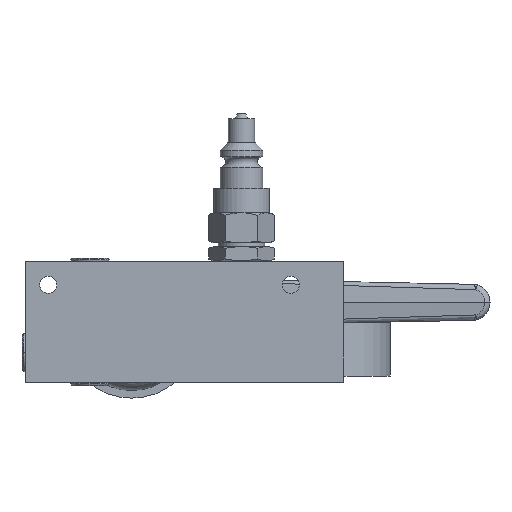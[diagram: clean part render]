
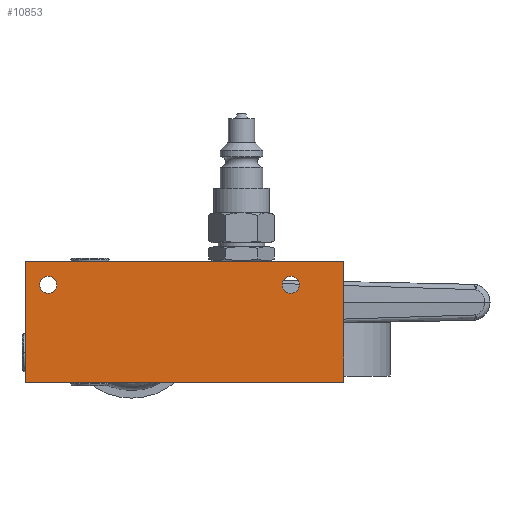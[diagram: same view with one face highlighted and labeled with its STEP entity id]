
A CAD part, front view. The second image highlights one B-rep face of the part: STEP entity #10853.
In plain terms, the highlighted planar face has unit normal (0, -1, 0).
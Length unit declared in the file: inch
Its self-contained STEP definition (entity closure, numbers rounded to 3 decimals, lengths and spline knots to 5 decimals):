
#1324=DIRECTION('',(0.,0.,1.));
#1325=VECTOR('',#1324,1.985);
#1326=CARTESIAN_POINT('',(-2.625,0.,-1.));
#1327=LINE('',#1326,#1325);
#1331=DIRECTION('',(1.,0.,0.));
#1332=VECTOR('',#1331,5.25);
#1333=CARTESIAN_POINT('',(-2.625,0.,0.985));
#1334=LINE('',#1333,#1332);
#1338=DIRECTION('',(0.,0.,-1.));
#1339=VECTOR('',#1338,1.985);
#1340=CARTESIAN_POINT('',(2.625,0.,0.985));
#1341=LINE('',#1340,#1339);
#1345=DIRECTION('',(-1.,0.,0.));
#1346=VECTOR('',#1345,5.25);
#1347=CARTESIAN_POINT('',(2.625,0.,-1.));
#1348=LINE('',#1347,#1346);
#1352=CARTESIAN_POINT('',(-2.25,0.,0.605));
#1353=DIRECTION('',(0.,-1.,0.));
#1354=DIRECTION('',(1.,0.,0.));
#1355=AXIS2_PLACEMENT_3D('',#1352,#1353,#1354);
#1360=CARTESIAN_POINT('',(-2.25,0.,0.605));
#1361=DIRECTION('',(0.,-1.,0.));
#1362=DIRECTION('',(-1.,0.,0.));
#1363=AXIS2_PLACEMENT_3D('',#1360,#1361,#1362);
#1368=CARTESIAN_POINT('',(1.75,0.,0.605));
#1369=DIRECTION('',(0.,-1.,0.));
#1370=DIRECTION('',(1.,0.,0.));
#1371=AXIS2_PLACEMENT_3D('',#1368,#1369,#1370);
#1376=CARTESIAN_POINT('',(1.75,0.,0.605));
#1377=DIRECTION('',(0.,-1.,0.));
#1378=DIRECTION('',(-1.,0.,0.));
#1379=AXIS2_PLACEMENT_3D('',#1376,#1377,#1378);
#8659=CARTESIAN_POINT('',(-2.625,0.,-1.));
#8660=CARTESIAN_POINT('',(-2.625,0.,0.985));
#8661=VERTEX_POINT('',#8659);
#8662=VERTEX_POINT('',#8660);
#8663=CARTESIAN_POINT('',(2.625,0.,0.985));
#8664=VERTEX_POINT('',#8663);
#8665=CARTESIAN_POINT('',(2.625,0.,-1.));
#8666=VERTEX_POINT('',#8665);
#8683=CARTESIAN_POINT('',(-2.1095,0.,0.605));
#8684=CARTESIAN_POINT('',(-2.3905,0.,0.605));
#8685=VERTEX_POINT('',#8683);
#8686=VERTEX_POINT('',#8684);
#9005=CARTESIAN_POINT('',(1.8905,0.,0.605));
#9006=CARTESIAN_POINT('',(1.6095,0.,0.605));
#9007=VERTEX_POINT('',#9005);
#9008=VERTEX_POINT('',#9006);
#10828=CARTESIAN_POINT('',(0.,0.,0.));
#10829=DIRECTION('',(0.,1.,0.));
#10830=DIRECTION('',(1.,0.,0.));
#10831=AXIS2_PLACEMENT_3D('',#10828,#10829,#10830);
#10832=PLANE('',#10831);
#10834=ORIENTED_EDGE('',*,*,#10833,.T.);
#10836=ORIENTED_EDGE('',*,*,#10835,.T.);
#10838=ORIENTED_EDGE('',*,*,#10837,.T.);
#10839=ORIENTED_EDGE('',*,*,#10134,.T.);
#10840=EDGE_LOOP('',(#10834,#10836,#10838,#10839));
#10841=FACE_OUTER_BOUND('',#10840,.F.);
#10842=ORIENTED_EDGE('',*,*,#10818,.T.);
#10844=ORIENTED_EDGE('',*,*,#10843,.T.);
#10845=EDGE_LOOP('',(#10842,#10844));
#10846=FACE_BOUND('',#10845,.F.);
#10848=ORIENTED_EDGE('',*,*,#10847,.T.);
#10850=ORIENTED_EDGE('',*,*,#10849,.T.);
#10851=EDGE_LOOP('',(#10848,#10850));
#10852=FACE_BOUND('',#10851,.F.);
#1356=CIRCLE('',#1355,0.1405);
#1364=CIRCLE('',#1363,0.1405);
#1372=CIRCLE('',#1371,0.1405);
#1380=CIRCLE('',#1379,0.1405);
#10134=EDGE_CURVE('',#8666,#8661,#1348,.T.);
#10818=EDGE_CURVE('',#8685,#8686,#1356,.T.);
#10833=EDGE_CURVE('',#8661,#8662,#1327,.T.);
#10835=EDGE_CURVE('',#8662,#8664,#1334,.T.);
#10837=EDGE_CURVE('',#8664,#8666,#1341,.T.);
#10843=EDGE_CURVE('',#8686,#8685,#1364,.T.);
#10847=EDGE_CURVE('',#9007,#9008,#1372,.T.);
#10849=EDGE_CURVE('',#9008,#9007,#1380,.T.);
#10853=ADVANCED_FACE('',(#10841,#10846,#10852),#10832,.F.);
